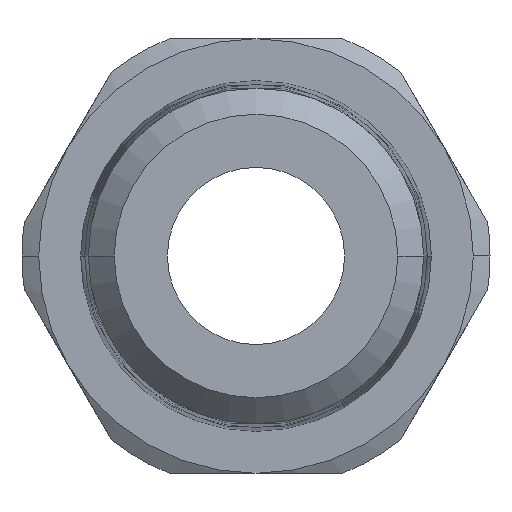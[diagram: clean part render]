
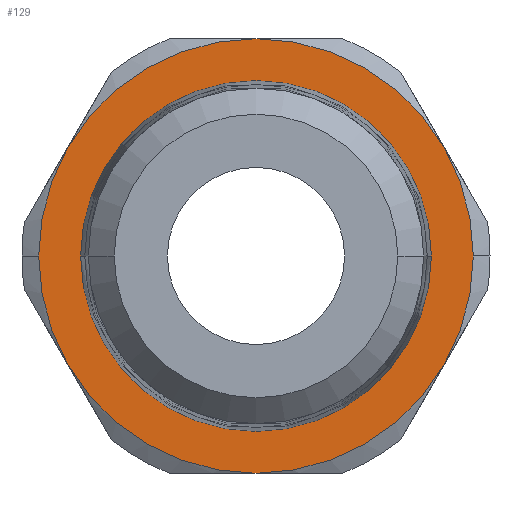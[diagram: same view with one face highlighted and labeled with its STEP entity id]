
A CAD part, front view. The second image highlights one B-rep face of the part: STEP entity #129.
In plain terms, the highlighted planar face has unit normal (0, -1, 0).
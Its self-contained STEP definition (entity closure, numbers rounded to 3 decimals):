
#129=ADVANCED_FACE('',(#317,#318),#319,.T.);
#317=FACE_BOUND('',#524,.T.);
#318=FACE_OUTER_BOUND('',#525,.T.);
#319=PLANE('',#526);
#524=EDGE_LOOP('',(#1193,#1194));
#525=EDGE_LOOP('',(#1195,#1196,#1197,#1198,#1199,#1200,#1201,#1202));
#526=AXIS2_PLACEMENT_3D('',#1203,#1204,#1205);
#1193=ORIENTED_EDGE('',*,*,#1369,.T.);
#1194=ORIENTED_EDGE('',*,*,#1506,.T.);
#1195=ORIENTED_EDGE('',*,*,#1519,.F.);
#1196=ORIENTED_EDGE('',*,*,#1518,.F.);
#1197=ORIENTED_EDGE('',*,*,#1517,.F.);
#1198=ORIENTED_EDGE('',*,*,#1516,.F.);
#1199=ORIENTED_EDGE('',*,*,#1365,.F.);
#1200=ORIENTED_EDGE('',*,*,#1515,.F.);
#1201=ORIENTED_EDGE('',*,*,#1523,.F.);
#1202=ORIENTED_EDGE('',*,*,#1359,.F.);
#1203=CARTESIAN_POINT('',(3.25,-19.05,0.0));
#1204=DIRECTION('',(0.0,-1.0,0.0));
#1205=DIRECTION('',(-1.0,0.0,0.0));
#1359=EDGE_CURVE('',#1623,#1626,#1627,.T.);
#1365=EDGE_CURVE('',#1636,#1632,#1638,.T.);
#1369=EDGE_CURVE('',#1640,#1644,#1646,.T.);
#1506=EDGE_CURVE('',#1644,#1640,#1868,.T.);
#1515=EDGE_CURVE('',#1877,#1636,#1879,.T.);
#1516=EDGE_CURVE('',#1632,#1841,#1880,.T.);
#1517=EDGE_CURVE('',#1841,#1825,#1881,.T.);
#1518=EDGE_CURVE('',#1825,#1809,#1882,.T.);
#1519=EDGE_CURVE('',#1809,#1623,#1883,.T.);
#1523=EDGE_CURVE('',#1626,#1877,#1887,.T.);
#1623=VERTEX_POINT('',#2035);
#1626=VERTEX_POINT('',#2039);
#1627=CIRCLE('',#2040,6.5);
#1632=VERTEX_POINT('',#2056);
#1636=VERTEX_POINT('',#2061);
#1638=CIRCLE('',#2074,6.5);
#1640=VERTEX_POINT('',#2076);
#1644=VERTEX_POINT('',#2081);
#1646=CIRCLE('',#2084,5.246);
#1809=VERTEX_POINT('',#2536);
#1825=VERTEX_POINT('',#2600);
#1841=VERTEX_POINT('',#2664);
#1868=CIRCLE('',#2739,5.246);
#1877=VERTEX_POINT('',#2748);
#1879=CIRCLE('',#2761,6.5);
#1880=CIRCLE('',#2762,6.5);
#1881=CIRCLE('',#2763,6.5);
#1882=CIRCLE('',#2764,6.5);
#1883=CIRCLE('',#2765,6.5);
#1887=CIRCLE('',#2802,6.5);
#2035=CARTESIAN_POINT('',(6.5,-19.05,0.));
#2039=CARTESIAN_POINT('',(5.629,-19.05,-3.25));
#2040=AXIS2_PLACEMENT_3D('',#2901,#2902,#2903);
#2056=CARTESIAN_POINT('',(-6.5,-19.05,0.));
#2061=CARTESIAN_POINT('',(-5.629,-19.05,-3.25));
#2074=AXIS2_PLACEMENT_3D('',#2911,#2912,#2913);
#2076=CARTESIAN_POINT('',(5.246,-19.05,0.0));
#2081=CARTESIAN_POINT('',(-5.246,-19.05,0.));
#2084=AXIS2_PLACEMENT_3D('',#2919,#2920,#2921);
#2536=CARTESIAN_POINT('',(5.629,-19.05,3.25));
#2600=CARTESIAN_POINT('',(0.,-19.05,6.5));
#2664=CARTESIAN_POINT('',(-5.629,-19.05,3.25));
#2739=AXIS2_PLACEMENT_3D('',#3128,#3129,#3130);
#2748=CARTESIAN_POINT('',(0.0,-19.05,-6.5));
#2761=AXIS2_PLACEMENT_3D('',#3152,#3153,#3154);
#2762=AXIS2_PLACEMENT_3D('',#3155,#3156,#3157);
#2763=AXIS2_PLACEMENT_3D('',#3158,#3159,#3160);
#2764=AXIS2_PLACEMENT_3D('',#3161,#3162,#3163);
#2765=AXIS2_PLACEMENT_3D('',#3164,#3165,#3166);
#2802=AXIS2_PLACEMENT_3D('',#3167,#3168,#3169);
#2901=CARTESIAN_POINT('',(0.0,-19.05,0.0));
#2902=DIRECTION('',(-0.0,1.0,0.0));
#2903=DIRECTION('',(1.0,0.0,0.0));
#2911=CARTESIAN_POINT('',(0.0,-19.05,0.0));
#2912=DIRECTION('',(-0.0,1.0,0.0));
#2913=DIRECTION('',(1.0,0.0,0.0));
#2919=CARTESIAN_POINT('',(0.0,-19.05,0.0));
#2920=DIRECTION('',(-0.0,1.0,0.0));
#2921=DIRECTION('',(1.0,0.0,0.0));
#3128=CARTESIAN_POINT('',(0.0,-19.05,0.0));
#3129=DIRECTION('',(-0.0,1.0,0.0));
#3130=DIRECTION('',(1.0,0.0,0.0));
#3152=CARTESIAN_POINT('',(0.0,-19.05,0.0));
#3153=DIRECTION('',(-0.0,1.0,0.0));
#3154=DIRECTION('',(1.0,0.0,0.0));
#3155=CARTESIAN_POINT('',(0.0,-19.05,0.0));
#3156=DIRECTION('',(-0.0,1.0,0.0));
#3157=DIRECTION('',(1.0,0.0,0.0));
#3158=CARTESIAN_POINT('',(0.0,-19.05,0.0));
#3159=DIRECTION('',(-0.0,1.0,0.0));
#3160=DIRECTION('',(1.0,0.0,0.0));
#3161=CARTESIAN_POINT('',(0.0,-19.05,0.0));
#3162=DIRECTION('',(-0.0,1.0,0.0));
#3163=DIRECTION('',(1.0,0.0,0.0));
#3164=CARTESIAN_POINT('',(0.0,-19.05,0.0));
#3165=DIRECTION('',(-0.0,1.0,0.0));
#3166=DIRECTION('',(1.0,0.0,0.0));
#3167=CARTESIAN_POINT('',(0.0,-19.05,0.0));
#3168=DIRECTION('',(-0.0,1.0,0.0));
#3169=DIRECTION('',(1.0,0.0,0.0));
